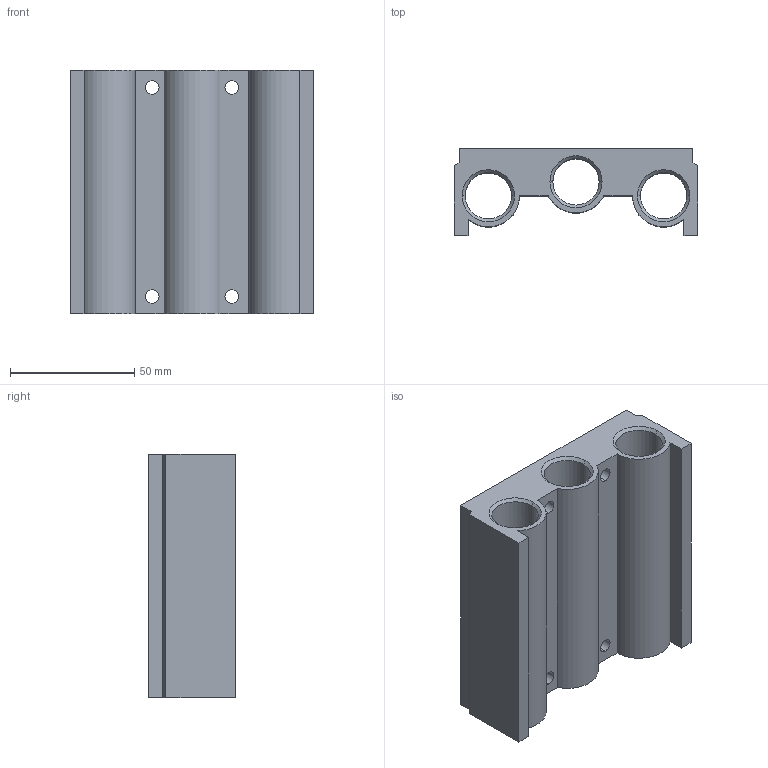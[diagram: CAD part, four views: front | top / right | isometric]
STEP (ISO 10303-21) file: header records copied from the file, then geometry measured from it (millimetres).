
FILE_DESCRIPTION (( 'STEP AP214' ), '1' );
FILE_NAME ('EMC-V54-2.STEP', '2020-04-02T09:09:31', ( '' ), ( '' ), 'SwSTEP 2.0', 'SolidWorks 2020', '' );
FILE_SCHEMA (( 'AUTOMOTIVE_DESIGN' ));
Length unit declared in the file: millimetre
Products named in the file (1): EMC-V54-2
Bounding box: 98 x 35 x 98 mm (x, y, z)
Volume: 162221.7 mm3; surface area: 51729.2 mm2
Topology: 1 solids, 1 shells, 82 faces, 214 edges, 130 vertices
Faces by surface type: cylinder 37, cone 26, plane 19
Entity records: 3870 total; most frequent: CARTESIAN_POINT 1777, DIRECTION 440, ORIENTED_EDGE 412, EDGE_CURVE 206, AXIS2_PLACEMENT_3D 167, VERTEX_POINT 130, EDGE_LOOP 112, VECTOR 106
